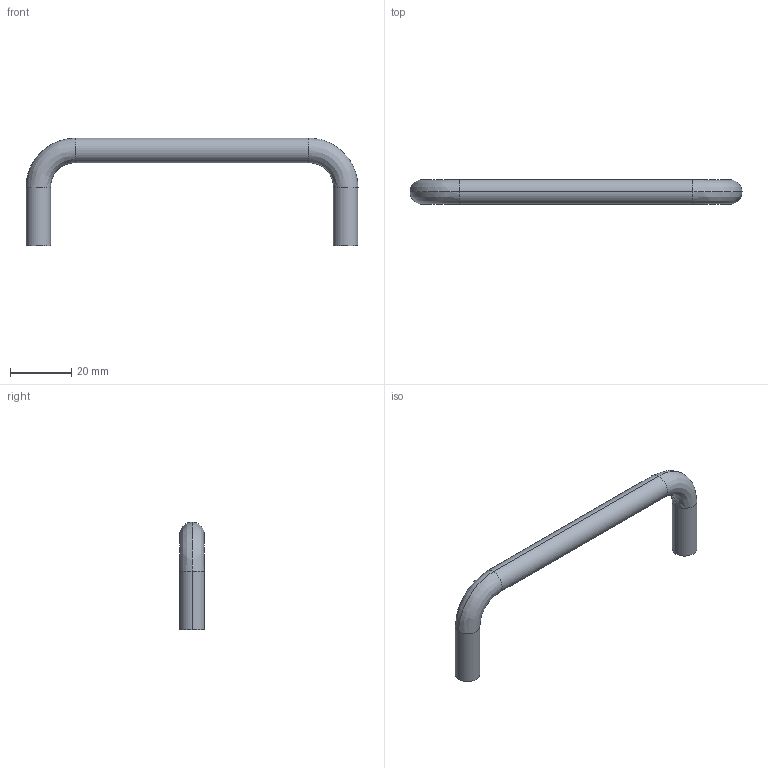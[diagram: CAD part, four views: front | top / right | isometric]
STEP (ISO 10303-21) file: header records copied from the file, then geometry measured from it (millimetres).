
FILE_DESCRIPTION( (''), '2;1');
FILE_NAME ('PC50.1864.THA_31SUS_5_TAP_2835.stp','2021-09-06T11:32:26',(''),(''),'spGate 17.5.2','','');
FILE_SCHEMA (('AUTOMOTIVE_DESIGN'));
Length unit declared in the file: millimetre
Bounding box: 108 x 8.01 x 35 mm (x, y, z)
Volume: 7232.3 mm3; surface area: 4227.2 mm2
Topology: 1 solids, 1 shells, 18 faces, 34 edges, 20 vertices
Faces by surface type: cylinder 10, plane 4, bspline 4
Entity records: 949 total; most frequent: CARTESIAN_POINT 286, DIRECTION 72, ORIENTED_EDGE 68, COLOUR_RGB 53, PRESENTATION_STYLE_ASSIGNMENT 53, STYLED_ITEM 53, AXIS2_PLACEMENT_3D 36, EDGE_CURVE 34
